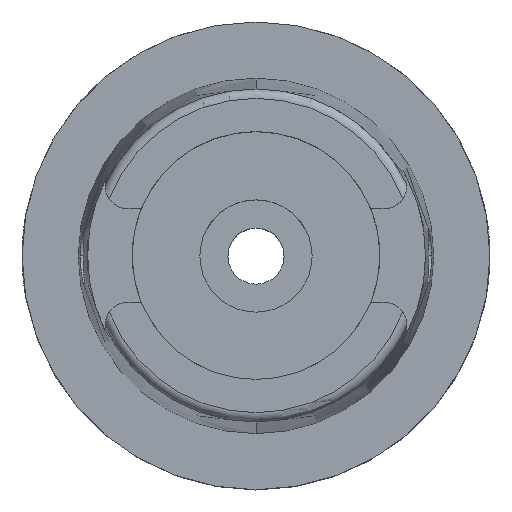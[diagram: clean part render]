
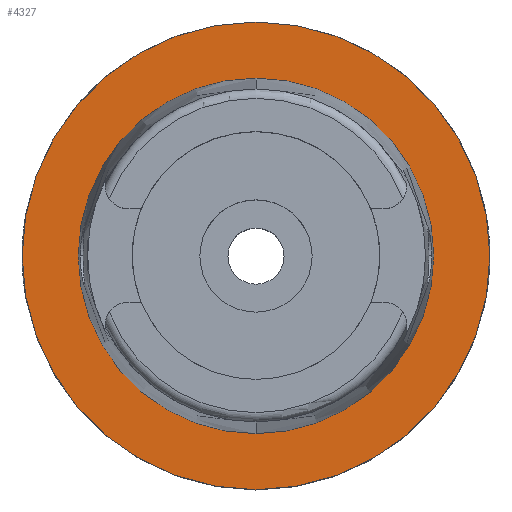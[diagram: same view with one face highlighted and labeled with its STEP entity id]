
A CAD part, top view. The second image highlights one B-rep face of the part: STEP entity #4327.
In plain terms, the highlighted planar face has unit normal (0, 0, 1).
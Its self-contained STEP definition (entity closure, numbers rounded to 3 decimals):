
#2052=CARTESIAN_POINT('',(0.,0.,0.));
#2053=DIRECTION('',(0.,0.,-1.));
#2054=DIRECTION('',(0.,-1.,0.));
#2055=AXIS2_PLACEMENT_3D('',#2052,#2053,#2054);
#2060=CARTESIAN_POINT('',(0.,0.,0.));
#2061=DIRECTION('',(0.,0.,-1.));
#2062=DIRECTION('',(0.,1.,0.));
#2063=AXIS2_PLACEMENT_3D('',#2060,#2061,#2062);
#2068=CARTESIAN_POINT('',(0.,0.,0.));
#2069=DIRECTION('',(0.,0.,1.));
#2070=DIRECTION('',(0.,-1.,0.));
#2071=AXIS2_PLACEMENT_3D('',#2068,#2069,#2070);
#2076=CARTESIAN_POINT('',(0.,0.,0.));
#2077=DIRECTION('',(0.,0.,1.));
#2078=DIRECTION('',(0.,1.,0.));
#2079=AXIS2_PLACEMENT_3D('',#2076,#2077,#2078);
#2516=CARTESIAN_POINT('',(0.,-38.,0.));
#2517=VERTEX_POINT('',#2516);
#2518=CARTESIAN_POINT('',(0.,38.,0.));
#2519=VERTEX_POINT('',#2518);
#2785=CARTESIAN_POINT('',(0.,50.,0.));
#2786=VERTEX_POINT('',#2785);
#2787=CARTESIAN_POINT('',(0.,-50.,0.));
#2788=VERTEX_POINT('',#2787);
#4314=CARTESIAN_POINT('',(0.,0.,0.));
#4315=DIRECTION('',(0.,0.,1.));
#4316=DIRECTION('',(0.,1.,0.));
#4317=AXIS2_PLACEMENT_3D('',#4314,#4315,#4316);
#4318=PLANE('',#4317);
#4319=ORIENTED_EDGE('',*,*,#4079,.T.);
#4320=ORIENTED_EDGE('',*,*,#4188,.T.);
#4321=EDGE_LOOP('',(#4319,#4320));
#4322=FACE_OUTER_BOUND('',#4321,.F.);
#4323=ORIENTED_EDGE('',*,*,#3039,.T.);
#4324=ORIENTED_EDGE('',*,*,#3010,.T.);
#4325=EDGE_LOOP('',(#4323,#4324));
#4326=FACE_BOUND('',#4325,.F.);
#2056=CIRCLE('',#2055,50.);
#2064=CIRCLE('',#2063,50.);
#2072=CIRCLE('',#2071,38.);
#2080=CIRCLE('',#2079,38.);
#3010=EDGE_CURVE('',#2519,#2517,#2080,.T.);
#3039=EDGE_CURVE('',#2517,#2519,#2072,.T.);
#4079=EDGE_CURVE('',#2788,#2786,#2056,.T.);
#4188=EDGE_CURVE('',#2786,#2788,#2064,.T.);
#4327=ADVANCED_FACE('',(#4322,#4326),#4318,.T.);
